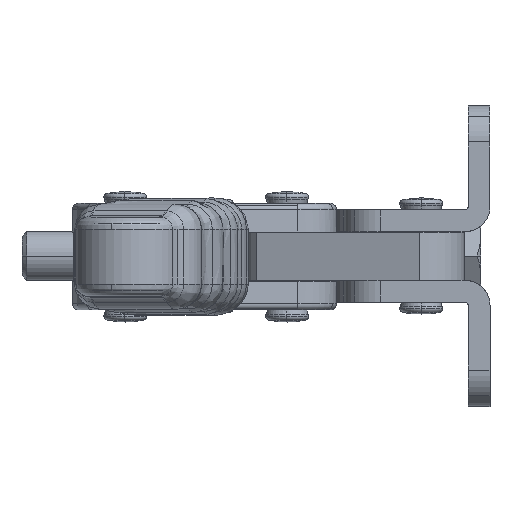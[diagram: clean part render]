
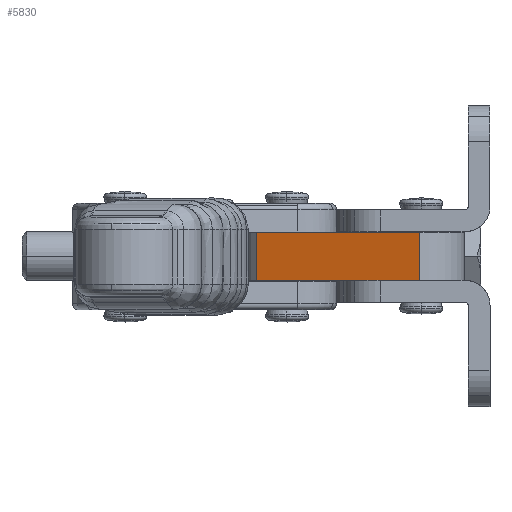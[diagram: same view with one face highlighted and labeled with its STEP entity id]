
A CAD part, left-side view. The second image highlights one B-rep face of the part: STEP entity #5830.
In plain terms, the highlighted face is planar.
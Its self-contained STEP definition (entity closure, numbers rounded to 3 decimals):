
#5671=CARTESIAN_POINT('',(-33.986,1.256,3.662));
#5672=VERTEX_POINT('',#5671);
#5680=CARTESIAN_POINT('',(-23.977,27.349,3.662));
#5681=VERTEX_POINT('',#5680);
#5682=CARTESIAN_POINT('',(-23.977,27.349,3.662));
#5683=DIRECTION('',(-0.358,-0.934,0.));
#5684=VECTOR('',#5683,27.946);
#5685=LINE('',#5682,#5684);
#5686=EDGE_CURVE('',#5681,#5672,#5685,.T.);
#5718=CARTESIAN_POINT('',(-23.977,27.349,11.6));
#5719=VERTEX_POINT('',#5718);
#5727=CARTESIAN_POINT('',(-33.986,1.256,11.6));
#5728=VERTEX_POINT('',#5727);
#5729=CARTESIAN_POINT('',(-33.986,1.256,11.6));
#5730=DIRECTION('',(0.358,0.934,0.0));
#5731=VECTOR('',#5730,27.946);
#5732=LINE('',#5729,#5731);
#5733=EDGE_CURVE('',#5728,#5719,#5732,.T.);
#5803=CARTESIAN_POINT('',(-33.986,1.256,3.662));
#5804=DIRECTION('',(0.0,0.0,1.0));
#5805=VECTOR('',#5804,7.938);
#5806=LINE('',#5803,#5805);
#5807=EDGE_CURVE('',#5672,#5728,#5806,.T.);
#5814=CARTESIAN_POINT('',(-33.986,1.256,7.631));
#5815=DIRECTION('',(-0.934,0.358,0.));
#5816=DIRECTION('',(0.0,0.0,-1.0));
#5817=AXIS2_PLACEMENT_3D('',#5814,#5815,#5816);
#5818=PLANE('',#5817);
#5819=ORIENTED_EDGE('',*,*,#5733,.T.);
#5820=CARTESIAN_POINT('',(-23.977,27.349,3.662));
#5821=DIRECTION('',(0.0,0.0,1.0));
#5822=VECTOR('',#5821,7.938);
#5823=LINE('',#5820,#5822);
#5824=EDGE_CURVE('',#5681,#5719,#5823,.T.);
#5825=ORIENTED_EDGE('',*,*,#5824,.F.);
#5826=ORIENTED_EDGE('',*,*,#5686,.T.);
#5827=ORIENTED_EDGE('',*,*,#5807,.T.);
#5828=EDGE_LOOP('',(#5819,#5825,#5826,#5827));
#5829=FACE_OUTER_BOUND('',#5828,.T.);
#5830=ADVANCED_FACE('',(#5829),#5818,.T.);
